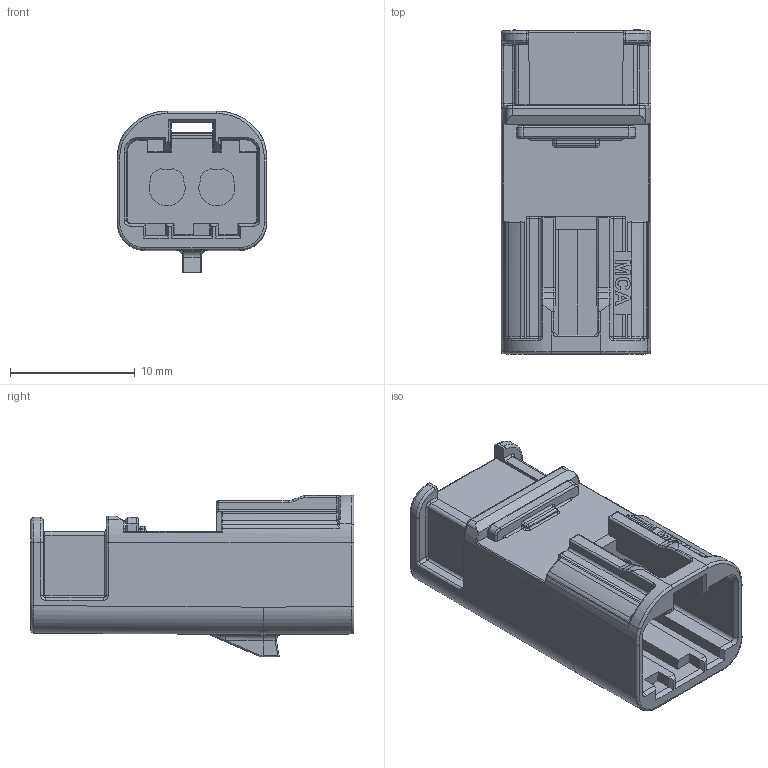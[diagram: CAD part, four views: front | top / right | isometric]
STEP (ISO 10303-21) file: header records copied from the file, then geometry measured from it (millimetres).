
FILE_DESCRIPTION(/* description */ (''),/* implementation_level */ '2;1');
FILE_NAME(/* name */ '35521163-01-A.stp',/* time_stamp */ '2023-08-09T09:33:25+08:00',/* author */ (''),/* organization */ (''),/* preprocessor_version */ 'ST-DEVELOPER v16',/* originating_system */ 'SIEMENS PLM Software NX 11.0',/* authorisation */ '');
FILE_SCHEMA (('AUTOMOTIVE_DESIGN { 1 0 10303 214 3 1 1 1 }'));
Length unit declared in the file: millimetre
Products named in the file (1): 35521163-ENV10-CONN_id6_x_t
Bounding box: 12 x 26 x 13 mm (x, y, z)
Volume: 1733.5 mm3; surface area: 1873.9 mm2
Topology: 1 solids, 1 shells, 569 faces, 1405 edges, 825 vertices
Faces by surface type: plane 208, cylinder 191, bspline 76, torus 60, sphere 20, cone 12, extrusion 2
Entity records: 17562 total; most frequent: CARTESIAN_POINT 4495, ORIENTED_EDGE 2766, DIRECTION 2728, EDGE_CURVE 1383, AXIS2_PLACEMENT_3D 992, VERTEX_POINT 825, VECTOR 744, LINE 742
